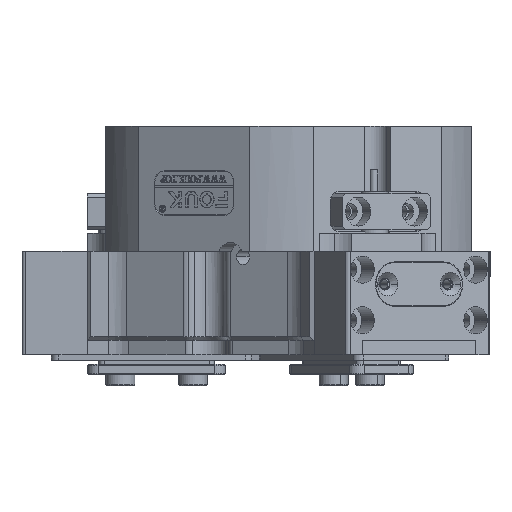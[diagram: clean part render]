
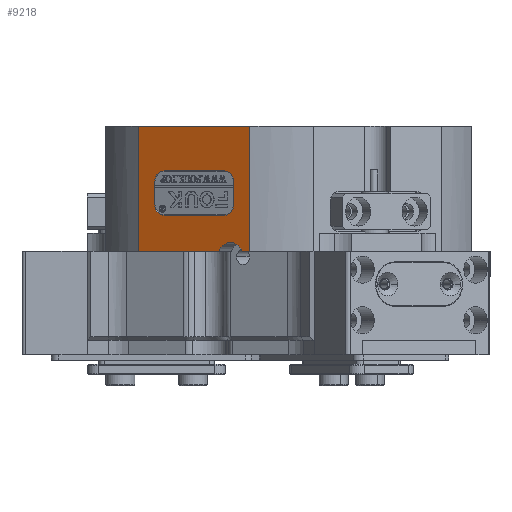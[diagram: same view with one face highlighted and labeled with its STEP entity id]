
A CAD part, front view. The second image highlights one B-rep face of the part: STEP entity #9218.
In plain terms, the highlighted planar face has unit normal (-0.5, -0.866, 0).
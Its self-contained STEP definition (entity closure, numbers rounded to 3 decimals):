
#59 = DIRECTION ( 'NONE',  ( -0.5, -0.866, 0. ) ) ;
#246 = EDGE_CURVE ( 'NONE', #48233, #17057, #9215, .T. ) ;
#1076 = CARTESIAN_POINT ( 'NONE',  ( -34.394, -39.279, 157.128 ) ) ;
#1790 = DIRECTION ( 'NONE',  ( 0., 0., 1. ) ) ;
#3300 = CARTESIAN_POINT ( 'NONE',  ( -26.08, -44.079, 144.828 ) ) ;
#4485 = VERTEX_POINT ( 'NONE', #41160 ) ;
#5268 = EDGE_LOOP ( 'NONE', ( #43512, #58420, #12537, #38510, #13332, #8709, #46993, #35333 ) ) ;
#5856 = LINE ( 'NONE', #1076, #36903 ) ;
#6011 = DIRECTION ( 'NONE',  ( -0.866, 0.5, 0. ) ) ;
#6383 = EDGE_CURVE ( 'NONE', #38186, #16423, #22624, .T. ) ;
#7891 = VECTOR ( 'NONE', #55674, 1000. ) ;
#8709 = ORIENTED_EDGE ( 'NONE', *, *, #246, .F. ) ;
#9215 = CIRCLE ( 'NONE', #43185, 3. ) ;
#9218 = ADVANCED_FACE ( 'NONE', ( #38912, #26639 ), #23376, .F. ) ;
#9283 = VECTOR ( 'NONE', #47275, 1000. ) ;
#9566 = LINE ( 'NONE', #24695, #10314 ) ;
#9585 = ORIENTED_EDGE ( 'NONE', *, *, #22467, .T. ) ;
#10314 = VECTOR ( 'NONE', #15577, 1000. ) ;
#10556 = CARTESIAN_POINT ( 'NONE',  ( -23.482, -45.579, 141.828 ) ) ;
#11570 = VERTEX_POINT ( 'NONE', #37595 ) ;
#11643 = EDGE_LOOP ( 'NONE', ( #18009, #14713, #40497, #44916, #9585, #18104 ) ) ;
#12154 = CARTESIAN_POINT ( 'NONE',  ( -26.08, -44.079, 132.628 ) ) ;
#12463 = CARTESIAN_POINT ( 'NONE',  ( -42.708, -34.479, 132.628 ) ) ;
#12537 = ORIENTED_EDGE ( 'NONE', *, *, #54746, .F. ) ;
#13332 = ORIENTED_EDGE ( 'NONE', *, *, #56891, .F. ) ;
#13591 = CARTESIAN_POINT ( 'NONE',  ( -26.08, -44.079, 135.628 ) ) ;
#13611 = CARTESIAN_POINT ( 'NONE',  ( -26.08, -44.079, 141.828 ) ) ;
#14004 = AXIS2_PLACEMENT_3D ( 'NONE', #13611, #23542, #27977 ) ;
#14713 = ORIENTED_EDGE ( 'NONE', *, *, #6383, .F. ) ;
#14780 = DIRECTION ( 'NONE',  ( -0.866, 0.5, 0. ) ) ;
#15054 = CARTESIAN_POINT ( 'NONE',  ( -12.284, -52.044, 122.628 ) ) ;
#15383 = CARTESIAN_POINT ( 'NONE',  ( -42.708, -34.479, 141.828 ) ) ;
#15577 = DIRECTION ( 'NONE',  ( 0.866, -0.5, 0. ) ) ;
#15580 = DIRECTION ( 'NONE',  ( -0.5, -0.866, 0. ) ) ;
#16265 = EDGE_CURVE ( 'NONE', #33640, #4485, #49214, .T. ) ;
#16423 = VERTEX_POINT ( 'NONE', #48291 ) ;
#17057 = VERTEX_POINT ( 'NONE', #12463 ) ;
#17772 = EDGE_CURVE ( 'NONE', #54554, #51354, #50352, .T. ) ;
#18009 = ORIENTED_EDGE ( 'NONE', *, *, #31047, .F. ) ;
#18104 = ORIENTED_EDGE ( 'NONE', *, *, #45757, .T. ) ;
#18302 = CARTESIAN_POINT ( 'NONE',  ( -7.767, -54.651, 172.628 ) ) ;
#18783 = CARTESIAN_POINT ( 'NONE',  ( -23.482, -45.579, 141.828 ) ) ;
#19417 = DIRECTION ( 'NONE',  ( -0.5, -0.866, 0. ) ) ;
#20007 = DIRECTION ( 'NONE',  ( -0.5, -0.866, 0. ) ) ;
#20345 = VERTEX_POINT ( 'NONE', #3300 ) ;
#21888 = LINE ( 'NONE', #53399, #47865 ) ;
#22467 = EDGE_CURVE ( 'NONE', #43636, #35596, #5856, .T. ) ;
#22624 = CIRCLE ( 'NONE', #51496, 4. ) ;
#22752 = CARTESIAN_POINT ( 'NONE',  ( -49.764, -30.405, 157.128 ) ) ;
#23083 = EDGE_CURVE ( 'NONE', #20345, #33640, #36094, .T. ) ;
#23376 = PLANE ( 'NONE',  #35780 ) ;
#23542 = DIRECTION ( 'NONE',  ( -0.5, -0.866, 0. ) ) ;
#24587 = CARTESIAN_POINT ( 'NONE',  ( -45.306, -32.979, 135.628 ) ) ;
#24695 = CARTESIAN_POINT ( 'NONE',  ( -42.708, -34.479, 132.628 ) ) ;
#25043 = DIRECTION ( 'NONE',  ( -0.866, 0.5, 0. ) ) ;
#26639 = FACE_OUTER_BOUND ( 'NONE', #11643, .T. ) ;
#27977 = DIRECTION ( 'NONE',  ( -0.866, 0.5, 0. ) ) ;
#28315 = CARTESIAN_POINT ( 'NONE',  ( -42.708, -34.479, 135.628 ) ) ;
#29078 = CARTESIAN_POINT ( 'NONE',  ( -24.435, -45.029, 121.128 ) ) ;
#31047 = EDGE_CURVE ( 'NONE', #16423, #36330, #49095, .T. ) ;
#31477 = LINE ( 'NONE', #58981, #56666 ) ;
#31516 = CARTESIAN_POINT ( 'NONE',  ( -19.023, -48.153, 157.128 ) ) ;
#32204 = DIRECTION ( 'NONE',  ( 0., 0., -1. ) ) ;
#32407 = CIRCLE ( 'NONE', #14004, 3. ) ;
#33640 = VERTEX_POINT ( 'NONE', #37083 ) ;
#35333 = ORIENTED_EDGE ( 'NONE', *, *, #16265, .F. ) ;
#35596 = VERTEX_POINT ( 'NONE', #22752 ) ;
#35780 = AXIS2_PLACEMENT_3D ( 'NONE', #18302, #37487, #55577 ) ;
#36094 = LINE ( 'NONE', #38169, #56238 ) ;
#36330 = VERTEX_POINT ( 'NONE', #56897 ) ;
#36833 = DIRECTION ( 'NONE',  ( 0.866, -0.5, 0. ) ) ;
#36903 = VECTOR ( 'NONE', #14780, 1000. ) ;
#37083 = CARTESIAN_POINT ( 'NONE',  ( -42.708, -34.479, 144.828 ) ) ;
#37456 = LINE ( 'NONE', #38029, #9283 ) ;
#37487 = DIRECTION ( 'NONE',  ( 0.5, 0.866, 0. ) ) ;
#37517 = LINE ( 'NONE', #18783, #7891 ) ;
#37595 = CARTESIAN_POINT ( 'NONE',  ( -19.023, -48.153, 122.628 ) ) ;
#37837 = CARTESIAN_POINT ( 'NONE',  ( -23.482, -45.579, 135.628 ) ) ;
#38029 = CARTESIAN_POINT ( 'NONE',  ( -45.306, -32.979, 141.828 ) ) ;
#38169 = CARTESIAN_POINT ( 'NONE',  ( -42.708, -34.479, 144.828 ) ) ;
#38186 = VERTEX_POINT ( 'NONE', #42945 ) ;
#38510 = ORIENTED_EDGE ( 'NONE', *, *, #17772, .F. ) ;
#38836 = VECTOR ( 'NONE', #1790, 1000. ) ;
#38912 = FACE_BOUND ( 'NONE', #5268, .T. ) ;
#40323 = EDGE_CURVE ( 'NONE', #11570, #38186, #21888, .T. ) ;
#40497 = ORIENTED_EDGE ( 'NONE', *, *, #40323, .F. ) ;
#41160 = CARTESIAN_POINT ( 'NONE',  ( -45.306, -32.979, 141.828 ) ) ;
#42213 = DIRECTION ( 'NONE',  ( 0.866, -0.5, 0. ) ) ;
#42945 = CARTESIAN_POINT ( 'NONE',  ( -21.223, -46.883, 122.628 ) ) ;
#43034 = DIRECTION ( 'NONE',  ( 0.866, -0.5, 0. ) ) ;
#43185 = AXIS2_PLACEMENT_3D ( 'NONE', #28315, #19417, #42213 ) ;
#43512 = ORIENTED_EDGE ( 'NONE', *, *, #23083, .F. ) ;
#43636 = VERTEX_POINT ( 'NONE', #31516 ) ;
#44830 = VERTEX_POINT ( 'NONE', #10556 ) ;
#44916 = ORIENTED_EDGE ( 'NONE', *, *, #56005, .T. ) ;
#45757 = EDGE_CURVE ( 'NONE', #35596, #36330, #31477, .T. ) ;
#46442 = AXIS2_PLACEMENT_3D ( 'NONE', #15383, #15580, #43034 ) ;
#46993 = ORIENTED_EDGE ( 'NONE', *, *, #59517, .F. ) ;
#47275 = DIRECTION ( 'NONE',  ( 0., 0., -1. ) ) ;
#47865 = VECTOR ( 'NONE', #58010, 1000. ) ;
#48233 = VERTEX_POINT ( 'NONE', #24587 ) ;
#48291 = CARTESIAN_POINT ( 'NONE',  ( -27.646, -43.175, 122.628 ) ) ;
#48390 = AXIS2_PLACEMENT_3D ( 'NONE', #13591, #59, #36833 ) ;
#49095 = LINE ( 'NONE', #15054, #54845 ) ;
#49214 = CIRCLE ( 'NONE', #46442, 3. ) ;
#50352 = CIRCLE ( 'NONE', #48390, 3. ) ;
#51354 = VERTEX_POINT ( 'NONE', #37837 ) ;
#51496 = AXIS2_PLACEMENT_3D ( 'NONE', #29078, #20007, #52279 ) ;
#52054 = CARTESIAN_POINT ( 'NONE',  ( -19.023, -48.153, 98.128 ) ) ;
#52279 = DIRECTION ( 'NONE',  ( 0.866, -0.5, 0. ) ) ;
#53266 = LINE ( 'NONE', #52054, #38836 ) ;
#53399 = CARTESIAN_POINT ( 'NONE',  ( -12.284, -52.044, 122.628 ) ) ;
#54217 = EDGE_CURVE ( 'NONE', #44830, #20345, #32407, .T. ) ;
#54554 = VERTEX_POINT ( 'NONE', #12154 ) ;
#54746 = EDGE_CURVE ( 'NONE', #51354, #44830, #37517, .T. ) ;
#54845 = VECTOR ( 'NONE', #6011, 1000. ) ;
#55577 = DIRECTION ( 'NONE',  ( 0.866, -0.5, 0. ) ) ;
#55674 = DIRECTION ( 'NONE',  ( 0., 0., 1. ) ) ;
#56005 = EDGE_CURVE ( 'NONE', #11570, #43636, #53266, .T. ) ;
#56238 = VECTOR ( 'NONE', #25043, 1000. ) ;
#56666 = VECTOR ( 'NONE', #32204, 1000. ) ;
#56891 = EDGE_CURVE ( 'NONE', #17057, #54554, #9566, .T. ) ;
#56897 = CARTESIAN_POINT ( 'NONE',  ( -49.764, -30.405, 122.628 ) ) ;
#58010 = DIRECTION ( 'NONE',  ( -0.866, 0.5, 0. ) ) ;
#58420 = ORIENTED_EDGE ( 'NONE', *, *, #54217, .F. ) ;
#58981 = CARTESIAN_POINT ( 'NONE',  ( -49.764, -30.405, 98.128 ) ) ;
#59517 = EDGE_CURVE ( 'NONE', #4485, #48233, #37456, .T. ) ;
